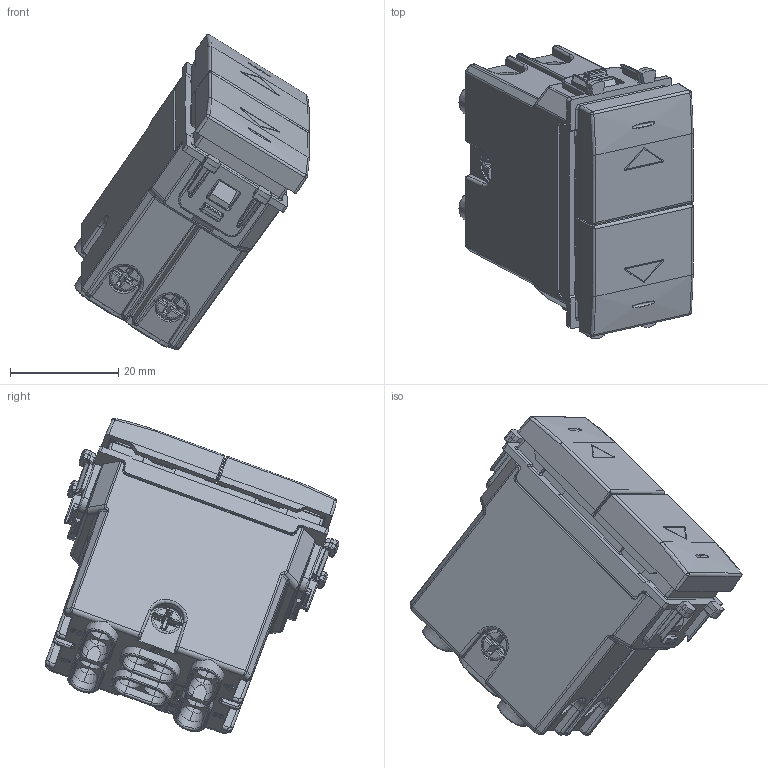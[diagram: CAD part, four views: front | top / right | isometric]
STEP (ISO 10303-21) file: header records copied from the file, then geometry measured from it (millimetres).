
FILE_DESCRIPTION(('CATIA V5 STEP Exchange'),'2;1');
FILE_NAME('449052.stp','2024-02-15T12:12:30+00:00',('none'),('none'),'CATIA Version 5-6 Release 2016 SP6','CATIA V5 STEP AP203','none');
FILE_SCHEMA(('CONFIG_CONTROL_DESIGN'));
Products named in the file (1): 449054
Assembly tree (25 placements, depth 2):
  449054
    #57
    #38056  x4
    #39399  x6
    #41338  x2
    #44066  x2
    #50646
    #95491  x2
    #100615
    #111210  x6
Bounding box: 43.17 x 54.15 x 58.08 mm (x, y, z)
Volume: 21656 mm3; surface area: 34895 mm2
Topology: 29 solids, 29 shells, 3990 faces, 10868 edges, 6795 vertices
Faces by surface type: plane 1980, cylinder 1167, bspline 300, cone 263, torus 144, sphere 112, revolution 12, extrusion 12
Entity records: 112070 total; most frequent: CARTESIAN_POINT 45275, ORIENTED_EDGE 16338, DIRECTION 9618, EDGE_CURVE 8169, VERTEX_POINT 5141, VECTOR 4179, LINE 4169, AXIS2_PLACEMENT_3D 3258
